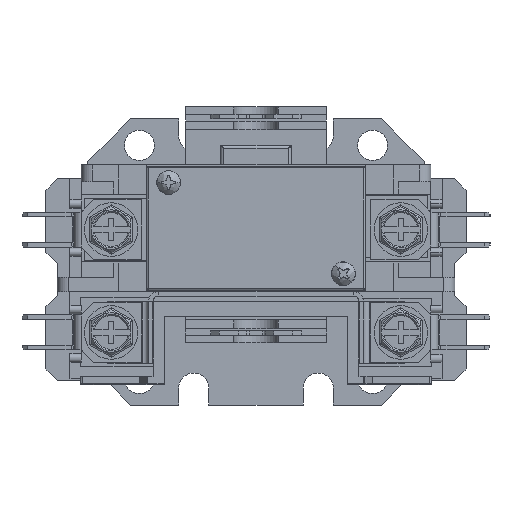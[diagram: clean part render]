
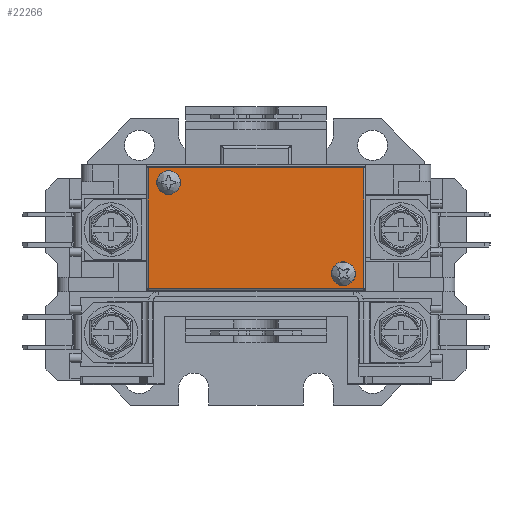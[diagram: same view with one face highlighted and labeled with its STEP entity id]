
A CAD part, front view. The second image highlights one B-rep face of the part: STEP entity #22266.
In plain terms, the highlighted face is planar.
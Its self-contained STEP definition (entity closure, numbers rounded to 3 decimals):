
#6 = FACE_OUTER_BOUND ( 'NONE', #28805, .T. ) ;
#454 = CARTESIAN_POINT ( 'NONE',  ( 19.075, 3.87, 10.7 ) ) ;
#982 = DIRECTION ( 'NONE',  ( 1., 0., 0. ) ) ;
#1480 = ORIENTED_EDGE ( 'NONE', *, *, #18330, .T. ) ;
#1676 = DIRECTION ( 'NONE',  ( 0., 1., 0. ) ) ;
#1777 = CARTESIAN_POINT ( 'NONE',  ( 15.505, 3.87, 9.76 ) ) ;
#1790 = VERTEX_POINT ( 'NONE', #1777 ) ;
#2078 = DIRECTION ( 'NONE',  ( 0., 1., 0. ) ) ;
#2743 = EDGE_CURVE ( 'NONE', #1790, #19900, #26840, .T. ) ;
#3716 = ORIENTED_EDGE ( 'NONE', *, *, #9992, .F. ) ;
#5223 = CARTESIAN_POINT ( 'NONE',  ( -19.075, 3.87, -10.7 ) ) ;
#5232 = CARTESIAN_POINT ( 'NONE',  ( -19.375, 3.87, -10.7 ) ) ;
#5636 = LINE ( 'NONE', #24739, #29786 ) ;
#6354 = AXIS2_PLACEMENT_3D ( 'NONE', #11054, #1676, #30057 ) ;
#6486 = AXIS2_PLACEMENT_3D ( 'NONE', #14340, #2078, #26018 ) ;
#7123 = ORIENTED_EDGE ( 'NONE', *, *, #2743, .F. ) ;
#7130 = FACE_BOUND ( 'NONE', #20928, .T. ) ;
#7137 = AXIS2_PLACEMENT_3D ( 'NONE', #23671, #21476, #7349 ) ;
#7349 = DIRECTION ( 'NONE',  ( 0., 0., 1. ) ) ;
#7883 = AXIS2_PLACEMENT_3D ( 'NONE', #28281, #14217, #30640 ) ;
#7932 = LINE ( 'NONE', #5232, #20191 ) ;
#8001 = VERTEX_POINT ( 'NONE', #22859 ) ;
#8337 = EDGE_LOOP ( 'NONE', ( #7123, #13438 ) ) ;
#9004 = FACE_BOUND ( 'NONE', #8337, .T. ) ;
#9613 = CIRCLE ( 'NONE', #6486, 1.67 ) ;
#9992 = EDGE_CURVE ( 'NONE', #20118, #28931, #9613, .T. ) ;
#10110 = VERTEX_POINT ( 'NONE', #5223 ) ;
#10521 = CARTESIAN_POINT ( 'NONE',  ( 19.075, 3.87, -10.7 ) ) ;
#10964 = LINE ( 'NONE', #14689, #22878 ) ;
#11054 = CARTESIAN_POINT ( 'NONE',  ( 0., 3.87, 0. ) ) ;
#11661 = ORIENTED_EDGE ( 'NONE', *, *, #12077, .T. ) ;
#12042 = CARTESIAN_POINT ( 'NONE',  ( 15.505, 3.87, 6.42 ) ) ;
#12077 = EDGE_CURVE ( 'NONE', #25151, #29122, #10964, .T. ) ;
#13438 = ORIENTED_EDGE ( 'NONE', *, *, #27358, .F. ) ;
#13447 = DIRECTION ( 'NONE',  ( 0., 1., 0. ) ) ;
#14217 = DIRECTION ( 'NONE',  ( 0., 1., 0. ) ) ;
#14340 = CARTESIAN_POINT ( 'NONE',  ( -15.505, 3.87, -8.09 ) ) ;
#14689 = CARTESIAN_POINT ( 'NONE',  ( 19.075, 3.87, -11. ) ) ;
#16591 = AXIS2_PLACEMENT_3D ( 'NONE', #25329, #13447, #30079 ) ;
#17796 = CARTESIAN_POINT ( 'NONE',  ( -15.505, 3.87, -6.42 ) ) ;
#18127 = CARTESIAN_POINT ( 'NONE',  ( -19.075, 3.87, 11. ) ) ;
#18330 = EDGE_CURVE ( 'NONE', #10110, #8001, #30268, .T. ) ;
#18998 = CARTESIAN_POINT ( 'NONE',  ( -15.505, 3.87, -9.76 ) ) ;
#19338 = ORIENTED_EDGE ( 'NONE', *, *, #27832, .T. ) ;
#19900 = VERTEX_POINT ( 'NONE', #12042 ) ;
#20114 = EDGE_CURVE ( 'NONE', #8001, #25151, #5636, .T. ) ;
#20118 = VERTEX_POINT ( 'NONE', #17796 ) ;
#20191 = VECTOR ( 'NONE', #28612, 1000. ) ;
#20487 = DIRECTION ( 'NONE',  ( 0., 0., 1. ) ) ;
#20928 = EDGE_LOOP ( 'NONE', ( #3716, #25804 ) ) ;
#21142 = CIRCLE ( 'NONE', #16591, 1.67 ) ;
#21476 = DIRECTION ( 'NONE',  ( 0., 1., 0. ) ) ;
#21781 = DIRECTION ( 'NONE',  ( 0., 0., -1. ) ) ;
#22266 = ADVANCED_FACE ( 'NONE', ( #6, #9004, #7130 ), #27601, .T. ) ;
#22859 = CARTESIAN_POINT ( 'NONE',  ( -19.075, 3.87, 10.7 ) ) ;
#22863 = VECTOR ( 'NONE', #20487, 1000. ) ;
#22878 = VECTOR ( 'NONE', #21781, 1000. ) ;
#23671 = CARTESIAN_POINT ( 'NONE',  ( 15.505, 3.87, 8.09 ) ) ;
#24739 = CARTESIAN_POINT ( 'NONE',  ( 19.375, 3.87, 10.7 ) ) ;
#25151 = VERTEX_POINT ( 'NONE', #454 ) ;
#25329 = CARTESIAN_POINT ( 'NONE',  ( -15.505, 3.87, -8.09 ) ) ;
#25436 = CIRCLE ( 'NONE', #7137, 1.67 ) ;
#25804 = ORIENTED_EDGE ( 'NONE', *, *, #28674, .F. ) ;
#26018 = DIRECTION ( 'NONE',  ( 0., 0., 1. ) ) ;
#26053 = ORIENTED_EDGE ( 'NONE', *, *, #20114, .T. ) ;
#26840 = CIRCLE ( 'NONE', #7883, 1.67 ) ;
#27358 = EDGE_CURVE ( 'NONE', #19900, #1790, #25436, .T. ) ;
#27601 = PLANE ( 'NONE',  #6354 ) ;
#27832 = EDGE_CURVE ( 'NONE', #29122, #10110, #7932, .T. ) ;
#28281 = CARTESIAN_POINT ( 'NONE',  ( 15.505, 3.87, 8.09 ) ) ;
#28612 = DIRECTION ( 'NONE',  ( -1., 0., 0. ) ) ;
#28674 = EDGE_CURVE ( 'NONE', #28931, #20118, #21142, .T. ) ;
#28805 = EDGE_LOOP ( 'NONE', ( #11661, #19338, #1480, #26053 ) ) ;
#28931 = VERTEX_POINT ( 'NONE', #18998 ) ;
#29122 = VERTEX_POINT ( 'NONE', #10521 ) ;
#29786 = VECTOR ( 'NONE', #982, 1000. ) ;
#30057 = DIRECTION ( 'NONE',  ( 0., 0., 1. ) ) ;
#30079 = DIRECTION ( 'NONE',  ( 0., 0., 1. ) ) ;
#30268 = LINE ( 'NONE', #18127, #22863 ) ;
#30640 = DIRECTION ( 'NONE',  ( 0., 0., 1. ) ) ;
